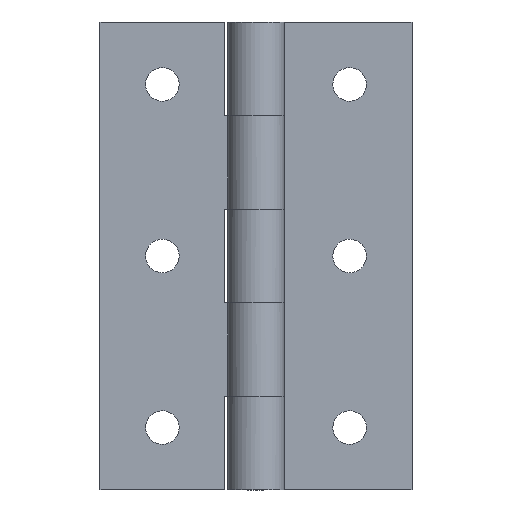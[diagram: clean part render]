
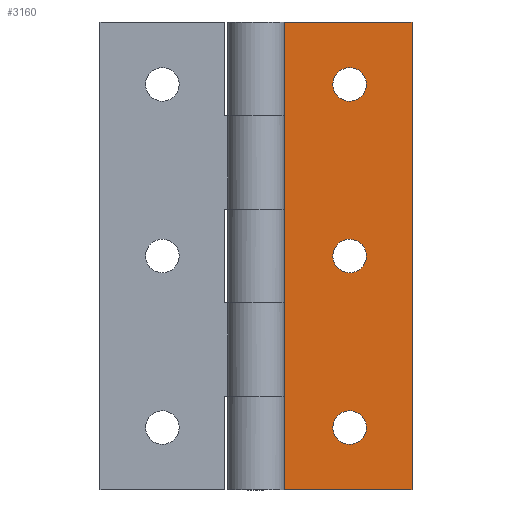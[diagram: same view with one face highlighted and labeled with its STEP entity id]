
A CAD part, front view. The second image highlights one B-rep face of the part: STEP entity #3160.
In plain terms, the highlighted free-form (B-spline) face has degree [1, 1] with [2, 2] control points.
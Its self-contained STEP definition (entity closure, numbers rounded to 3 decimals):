
#1842=CARTESIAN_POINT('',(12.,10.0,54.15));
#1843=VERTEX_POINT('',#1842);
#1844=CARTESIAN_POINT('',(9.857,10.0,52.169));
#1845=VERTEX_POINT('',#1844);
#1846=CARTESIAN_POINT('',(12.,10.0,54.15));
#1847=CARTESIAN_POINT('',(10.013,10.0,54.15));
#1848=CARTESIAN_POINT('',(9.857,10.,52.169));
#1856=(BOUNDED_CURVE()B_SPLINE_CURVE(2,(#1846,#1847,#1848),.UNSPECIFIED.,.F.,.U.)B_SPLINE_CURVE_WITH_KNOTS((3,3),(0.0,0.236),.UNSPECIFIED.)CURVE()GEOMETRIC_REPRESENTATION_ITEM()RATIONAL_B_SPLINE_CURVE((1.0,0.723,0.97))REPRESENTATION_ITEM(''));
#1857=EDGE_CURVE('',#1843,#1845,#1856,.T.);
#1898=CARTESIAN_POINT('',(14.143,10.,51.831));
#1899=VERTEX_POINT('',#1898);
#1905=CARTESIAN_POINT('',(14.143,10.,51.831));
#1906=CARTESIAN_POINT('',(14.15,10.0,51.916));
#1907=CARTESIAN_POINT('',(14.15,10.0,52.0));
#1908=CARTESIAN_POINT('',(14.15,10.0,54.15));
#1909=CARTESIAN_POINT('',(12.,10.0,54.15));
#1917=(BOUNDED_CURVE()B_SPLINE_CURVE(2,(#1905,#1906,#1907,#1908,#1909),.UNSPECIFIED.,.F.,.U.)B_SPLINE_CURVE_WITH_KNOTS((3,2,3),(0.736,0.75,1.0),.UNSPECIFIED.)CURVE()GEOMETRIC_REPRESENTATION_ITEM()RATIONAL_B_SPLINE_CURVE((0.97,0.984,1.0,0.707,1.0))REPRESENTATION_ITEM(''));
#1918=EDGE_CURVE('',#1899,#1843,#1917,.T.);
#1941=CARTESIAN_POINT('',(12.,10.0,49.85));
#1942=VERTEX_POINT('',#1941);
#1943=CARTESIAN_POINT('',(9.857,10.0,52.169));
#1944=CARTESIAN_POINT('',(9.85,10.0,52.084));
#1945=CARTESIAN_POINT('',(9.85,10.0,52.0));
#1946=CARTESIAN_POINT('',(9.85,10.0,49.85));
#1947=CARTESIAN_POINT('',(12.,10.0,49.85));
#1955=(BOUNDED_CURVE()B_SPLINE_CURVE(2,(#1943,#1944,#1945,#1946,#1947),.UNSPECIFIED.,.F.,.U.)B_SPLINE_CURVE_WITH_KNOTS((3,2,3),(0.236,0.25,0.5),.UNSPECIFIED.)CURVE()GEOMETRIC_REPRESENTATION_ITEM()RATIONAL_B_SPLINE_CURVE((0.97,0.984,1.0,0.707,1.0))REPRESENTATION_ITEM(''));
#1956=EDGE_CURVE('',#1845,#1942,#1955,.T.);
#1958=CARTESIAN_POINT('',(12.,10.0,49.85));
#1959=CARTESIAN_POINT('',(13.987,10.0,49.85));
#1960=CARTESIAN_POINT('',(14.143,10.,51.831));
#1968=(BOUNDED_CURVE()B_SPLINE_CURVE(2,(#1958,#1959,#1960),.UNSPECIFIED.,.F.,.U.)B_SPLINE_CURVE_WITH_KNOTS((3,3),(0.5,0.736),.UNSPECIFIED.)CURVE()GEOMETRIC_REPRESENTATION_ITEM()RATIONAL_B_SPLINE_CURVE((1.0,0.723,0.97))REPRESENTATION_ITEM(''));
#1969=EDGE_CURVE('',#1942,#1899,#1968,.T.);
#2024=CARTESIAN_POINT('',(12.,10.0,32.15));
#2025=VERTEX_POINT('',#2024);
#2026=CARTESIAN_POINT('',(9.857,10.0,30.169));
#2027=VERTEX_POINT('',#2026);
#2028=CARTESIAN_POINT('',(12.,10.0,32.15));
#2029=CARTESIAN_POINT('',(10.013,10.,32.15));
#2030=CARTESIAN_POINT('',(9.857,10.0,30.169));
#2038=(BOUNDED_CURVE()B_SPLINE_CURVE(2,(#2028,#2029,#2030),.UNSPECIFIED.,.F.,.U.)B_SPLINE_CURVE_WITH_KNOTS((3,3),(0.0,0.236),.UNSPECIFIED.)CURVE()GEOMETRIC_REPRESENTATION_ITEM()RATIONAL_B_SPLINE_CURVE((1.0,0.723,0.97))REPRESENTATION_ITEM(''));
#2039=EDGE_CURVE('',#2025,#2027,#2038,.T.);
#2080=CARTESIAN_POINT('',(14.143,10.0,29.831));
#2081=VERTEX_POINT('',#2080);
#2087=CARTESIAN_POINT('',(14.143,10.0,29.831));
#2088=CARTESIAN_POINT('',(14.15,10.0,29.916));
#2089=CARTESIAN_POINT('',(14.15,10.0,30.0));
#2090=CARTESIAN_POINT('',(14.15,10.0,32.15));
#2091=CARTESIAN_POINT('',(12.,10.0,32.15));
#2099=(BOUNDED_CURVE()B_SPLINE_CURVE(2,(#2087,#2088,#2089,#2090,#2091),.UNSPECIFIED.,.F.,.U.)B_SPLINE_CURVE_WITH_KNOTS((3,2,3),(0.736,0.75,1.0),.UNSPECIFIED.)CURVE()GEOMETRIC_REPRESENTATION_ITEM()RATIONAL_B_SPLINE_CURVE((0.97,0.984,1.0,0.707,1.0))REPRESENTATION_ITEM(''));
#2100=EDGE_CURVE('',#2081,#2025,#2099,.T.);
#2123=CARTESIAN_POINT('',(12.,10.0,27.85));
#2124=VERTEX_POINT('',#2123);
#2125=CARTESIAN_POINT('',(9.857,10.,30.169));
#2126=CARTESIAN_POINT('',(9.85,10.,30.084));
#2127=CARTESIAN_POINT('',(9.85,10.0,30.0));
#2128=CARTESIAN_POINT('',(9.85,10.0,27.85));
#2129=CARTESIAN_POINT('',(12.,10.0,27.85));
#2137=(BOUNDED_CURVE()B_SPLINE_CURVE(2,(#2125,#2126,#2127,#2128,#2129),.UNSPECIFIED.,.F.,.U.)B_SPLINE_CURVE_WITH_KNOTS((3,2,3),(0.236,0.25,0.5),.UNSPECIFIED.)CURVE()GEOMETRIC_REPRESENTATION_ITEM()RATIONAL_B_SPLINE_CURVE((0.97,0.984,1.0,0.707,1.0))REPRESENTATION_ITEM(''));
#2138=EDGE_CURVE('',#2027,#2124,#2137,.T.);
#2140=CARTESIAN_POINT('',(12.,10.0,27.85));
#2141=CARTESIAN_POINT('',(13.987,10.0,27.85));
#2142=CARTESIAN_POINT('',(14.143,10.0,29.831));
#2150=(BOUNDED_CURVE()B_SPLINE_CURVE(2,(#2140,#2141,#2142),.UNSPECIFIED.,.F.,.U.)B_SPLINE_CURVE_WITH_KNOTS((3,3),(0.5,0.736),.UNSPECIFIED.)CURVE()GEOMETRIC_REPRESENTATION_ITEM()RATIONAL_B_SPLINE_CURVE((1.0,0.723,0.97))REPRESENTATION_ITEM(''));
#2151=EDGE_CURVE('',#2124,#2081,#2150,.T.);
#2206=CARTESIAN_POINT('',(12.,10.0,10.15));
#2207=VERTEX_POINT('',#2206);
#2208=CARTESIAN_POINT('',(9.857,10.0,8.169));
#2209=VERTEX_POINT('',#2208);
#2210=CARTESIAN_POINT('',(12.,10.0,10.15));
#2211=CARTESIAN_POINT('',(10.013,10.0,10.15));
#2212=CARTESIAN_POINT('',(9.857,10.0,8.169));
#2220=(BOUNDED_CURVE()B_SPLINE_CURVE(2,(#2210,#2211,#2212),.UNSPECIFIED.,.F.,.U.)B_SPLINE_CURVE_WITH_KNOTS((3,3),(0.0,0.236),.UNSPECIFIED.)CURVE()GEOMETRIC_REPRESENTATION_ITEM()RATIONAL_B_SPLINE_CURVE((1.0,0.723,0.97))REPRESENTATION_ITEM(''));
#2221=EDGE_CURVE('',#2207,#2209,#2220,.T.);
#2262=CARTESIAN_POINT('',(14.143,10.,7.831));
#2263=VERTEX_POINT('',#2262);
#2269=CARTESIAN_POINT('',(14.143,10.,7.831));
#2270=CARTESIAN_POINT('',(14.15,10.0,7.916));
#2271=CARTESIAN_POINT('',(14.15,10.0,8.0));
#2272=CARTESIAN_POINT('',(14.15,10.0,10.15));
#2273=CARTESIAN_POINT('',(12.,10.0,10.15));
#2281=(BOUNDED_CURVE()B_SPLINE_CURVE(2,(#2269,#2270,#2271,#2272,#2273),.UNSPECIFIED.,.F.,.U.)B_SPLINE_CURVE_WITH_KNOTS((3,2,3),(0.736,0.75,1.0),.UNSPECIFIED.)CURVE()GEOMETRIC_REPRESENTATION_ITEM()RATIONAL_B_SPLINE_CURVE((0.97,0.984,1.0,0.707,1.0))REPRESENTATION_ITEM(''));
#2282=EDGE_CURVE('',#2263,#2207,#2281,.T.);
#2305=CARTESIAN_POINT('',(12.,10.0,5.85));
#2306=VERTEX_POINT('',#2305);
#2307=CARTESIAN_POINT('',(9.857,10.0,8.169));
#2308=CARTESIAN_POINT('',(9.85,10.0,8.084));
#2309=CARTESIAN_POINT('',(9.85,10.0,8.0));
#2310=CARTESIAN_POINT('',(9.85,10.0,5.85));
#2311=CARTESIAN_POINT('',(12.,10.0,5.85));
#2319=(BOUNDED_CURVE()B_SPLINE_CURVE(2,(#2307,#2308,#2309,#2310,#2311),.UNSPECIFIED.,.F.,.U.)B_SPLINE_CURVE_WITH_KNOTS((3,2,3),(0.236,0.25,0.5),.UNSPECIFIED.)CURVE()GEOMETRIC_REPRESENTATION_ITEM()RATIONAL_B_SPLINE_CURVE((0.97,0.984,1.0,0.707,1.0))REPRESENTATION_ITEM(''));
#2320=EDGE_CURVE('',#2209,#2306,#2319,.T.);
#2322=CARTESIAN_POINT('',(12.,10.0,5.85));
#2323=CARTESIAN_POINT('',(13.987,10.0,5.85));
#2324=CARTESIAN_POINT('',(14.143,10.,7.831));
#2332=(BOUNDED_CURVE()B_SPLINE_CURVE(2,(#2322,#2323,#2324),.UNSPECIFIED.,.F.,.U.)B_SPLINE_CURVE_WITH_KNOTS((3,3),(0.5,0.736),.UNSPECIFIED.)CURVE()GEOMETRIC_REPRESENTATION_ITEM()RATIONAL_B_SPLINE_CURVE((1.0,0.723,0.97))REPRESENTATION_ITEM(''));
#2333=EDGE_CURVE('',#2306,#2263,#2332,.T.);
#2803=CARTESIAN_POINT('',(20.,10.0,0.0));
#2804=VERTEX_POINT('',#2803);
#2810=CARTESIAN_POINT('',(3.6,10.0,0.0));
#2811=VERTEX_POINT('',#2810);
#2812=CARTESIAN_POINT('',(3.6,10.0,0.0));
#2813=CARTESIAN_POINT('',(20.,10.0,0.0));
#2814=QUASI_UNIFORM_CURVE('',1,(#2812,#2813),.UNSPECIFIED.,.F.,.U.);
#2815=EDGE_CURVE('',#2811,#2804,#2814,.T.);
#2943=CARTESIAN_POINT('',(3.6,10.0,60.0));
#2944=VERTEX_POINT('',#2943);
#2950=CARTESIAN_POINT('',(20.,10.0,60.0));
#2951=VERTEX_POINT('',#2950);
#2952=CARTESIAN_POINT('',(3.6,10.0,60.0));
#2953=CARTESIAN_POINT('',(20.,10.0,60.0));
#2954=QUASI_UNIFORM_CURVE('',1,(#2952,#2953),.UNSPECIFIED.,.F.,.U.);
#2955=EDGE_CURVE('',#2944,#2951,#2954,.T.);
#2977=CARTESIAN_POINT('',(20.,10.0,60.0));
#2978=CARTESIAN_POINT('',(20.,10.0,0.0));
#2979=QUASI_UNIFORM_CURVE('',1,(#2977,#2978),.UNSPECIFIED.,.F.,.U.);
#2980=EDGE_CURVE('',#2951,#2804,#2979,.T.);
#2998=CARTESIAN_POINT('',(3.6,10.0,60.0));
#2999=CARTESIAN_POINT('',(3.6,10.0,0.0));
#3000=QUASI_UNIFORM_CURVE('',1,(#2998,#2999),.UNSPECIFIED.,.F.,.U.);
#3001=EDGE_CURVE('',#2944,#2811,#3000,.T.);
#3131=CARTESIAN_POINT('',(2.781,10.0,-2.997));
#3132=CARTESIAN_POINT('',(2.781,10.0,62.997));
#3133=CARTESIAN_POINT('',(20.819,10.0,-2.997));
#3134=CARTESIAN_POINT('',(20.819,10.0,62.997));
#3135=B_SPLINE_SURFACE_WITH_KNOTS('',1,1,((#3131,#3133),(#3132,#3134)),.UNSPECIFIED.,.F.,.F.,.U.,(2,2),(2,2),(0.0,65.994),(0.0,18.038),.UNSPECIFIED.);
#3136=ORIENTED_EDGE('',*,*,#2815,.T.);
#3137=ORIENTED_EDGE('',*,*,#2980,.F.);
#3138=ORIENTED_EDGE('',*,*,#2955,.F.);
#3139=ORIENTED_EDGE('',*,*,#3001,.T.);
#3140=EDGE_LOOP('',(#3136,#3137,#3138,#3139));
#3141=FACE_OUTER_BOUND('',#3140,.T.);
#3142=ORIENTED_EDGE('',*,*,#2333,.F.);
#3143=ORIENTED_EDGE('',*,*,#2320,.F.);
#3144=ORIENTED_EDGE('',*,*,#2221,.F.);
#3145=ORIENTED_EDGE('',*,*,#2282,.F.);
#3146=EDGE_LOOP('',(#3142,#3143,#3144,#3145));
#3147=FACE_BOUND('',#3146,.T.);
#3148=ORIENTED_EDGE('',*,*,#2151,.F.);
#3149=ORIENTED_EDGE('',*,*,#2138,.F.);
#3150=ORIENTED_EDGE('',*,*,#2039,.F.);
#3151=ORIENTED_EDGE('',*,*,#2100,.F.);
#3152=EDGE_LOOP('',(#3148,#3149,#3150,#3151));
#3153=FACE_BOUND('',#3152,.T.);
#3154=ORIENTED_EDGE('',*,*,#1969,.F.);
#3155=ORIENTED_EDGE('',*,*,#1956,.F.);
#3156=ORIENTED_EDGE('',*,*,#1857,.F.);
#3157=ORIENTED_EDGE('',*,*,#1918,.F.);
#3158=EDGE_LOOP('',(#3154,#3155,#3156,#3157));
#3159=FACE_BOUND('',#3158,.T.);
#3160=ADVANCED_FACE('',(#3141,#3147,#3153,#3159),#3135,.F.);
